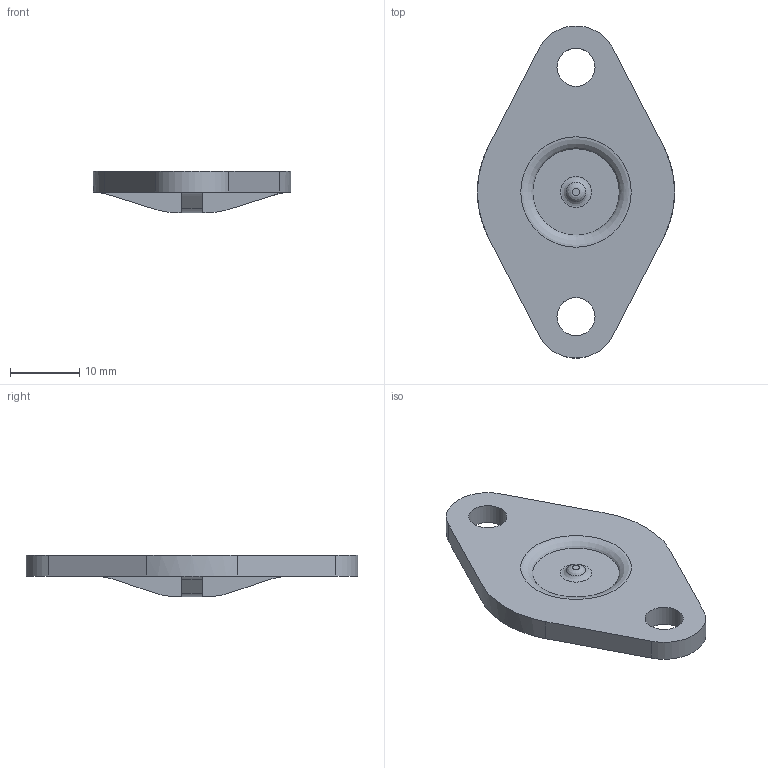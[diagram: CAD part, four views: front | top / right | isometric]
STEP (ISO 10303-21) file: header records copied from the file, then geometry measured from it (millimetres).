
FILE_DESCRIPTION((''),'2;1');
FILE_NAME('BEARING CLAMP 1.stp','2014-06-10T14:52:20',('jge'),(''),'Autodesk Inventor 2012','Autodesk Inventor 2012','');
FILE_SCHEMA(('AUTOMOTIVE_DESIGN { 1 0 10303 214 1 1 1 1 }'));
Length unit declared in the file: millimetre
Products named in the file (1): BEARING CLAMP 1
Bounding box: 28.5 x 47.96 x 6 mm (x, y, z)
Volume: 2754.6 mm3; surface area: 2389.1 mm2
Topology: 1 solids, 1 shells, 39 faces, 101 edges, 66 vertices
Faces by surface type: plane 22, cylinder 12, bspline 3, torus 2
Full cylindrical faces by diameter (mm): 5.5 x2
Entity records: 1278 total; most frequent: CARTESIAN_POINT 304, DIRECTION 196, ORIENTED_EDGE 190, EDGE_CURVE 95, AXIS2_PLACEMENT_3D 70, VERTEX_POINT 65, VECTOR 56, LINE 56
